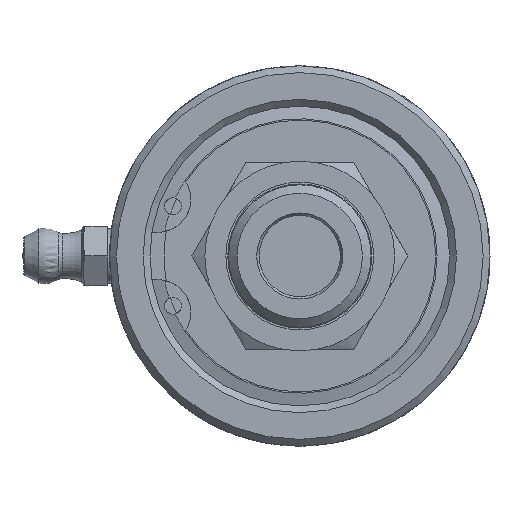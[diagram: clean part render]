
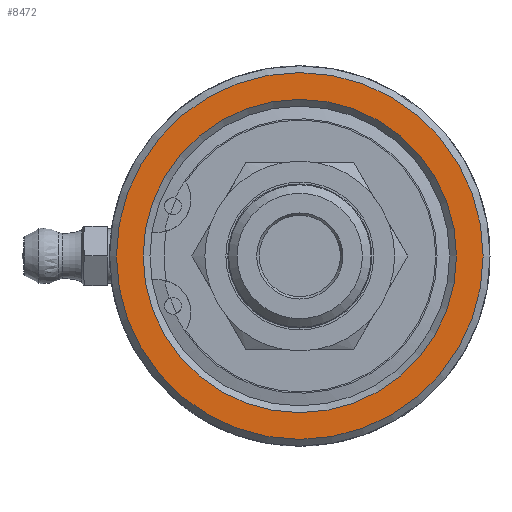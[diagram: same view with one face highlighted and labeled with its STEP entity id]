
A CAD part, left-side view. The second image highlights one B-rep face of the part: STEP entity #8472.
In plain terms, the highlighted planar face has unit normal (-1, 0, 0).
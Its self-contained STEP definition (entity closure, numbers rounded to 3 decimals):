
#354=FACE_BOUND('',#1735,.T.);
#717=PLANE('',#9215);
#953=CIRCLE('',#9214,21.45);
#954=CIRCLE('',#9216,18.325);
#1202=FACE_OUTER_BOUND('',#1734,.T.);
#1734=EDGE_LOOP('',(#6292));
#1735=EDGE_LOOP('',(#6293));
#3871=VERTEX_POINT('',#13873);
#3872=VERTEX_POINT('',#13877);
#4806=EDGE_CURVE('',#3871,#3871,#953,.T.);
#4807=EDGE_CURVE('',#3872,#3872,#954,.T.);
#6292=ORIENTED_EDGE('',*,*,#4806,.F.);
#6293=ORIENTED_EDGE('',*,*,#4807,.F.);
#8472=ADVANCED_FACE('',(#1202,#354),#717,.F.);
#9214=AXIS2_PLACEMENT_3D('',#13875,#10279,#10280);
#9215=AXIS2_PLACEMENT_3D('',#13876,#10281,#10282);
#9216=AXIS2_PLACEMENT_3D('',#13878,#10283,#10284);
#10279=DIRECTION('center_axis',(1.,0.,0.));
#10280=DIRECTION('ref_axis',(0.,-1.,0.));
#10281=DIRECTION('center_axis',(1.,0.,0.));
#10282=DIRECTION('ref_axis',(0.,-1.,0.));
#10283=DIRECTION('center_axis',(-1.,0.,0.));
#10284=DIRECTION('ref_axis',(0.,-1.,0.));
#13873=CARTESIAN_POINT('',(26.36,21.45,0.));
#13875=CARTESIAN_POINT('Origin',(26.36,0.,
0.));
#13876=CARTESIAN_POINT('Origin',(26.36,-22.25,0.));
#13877=CARTESIAN_POINT('',(26.36,18.325,0.));
#13878=CARTESIAN_POINT('Origin',(26.36,0.,
0.));
